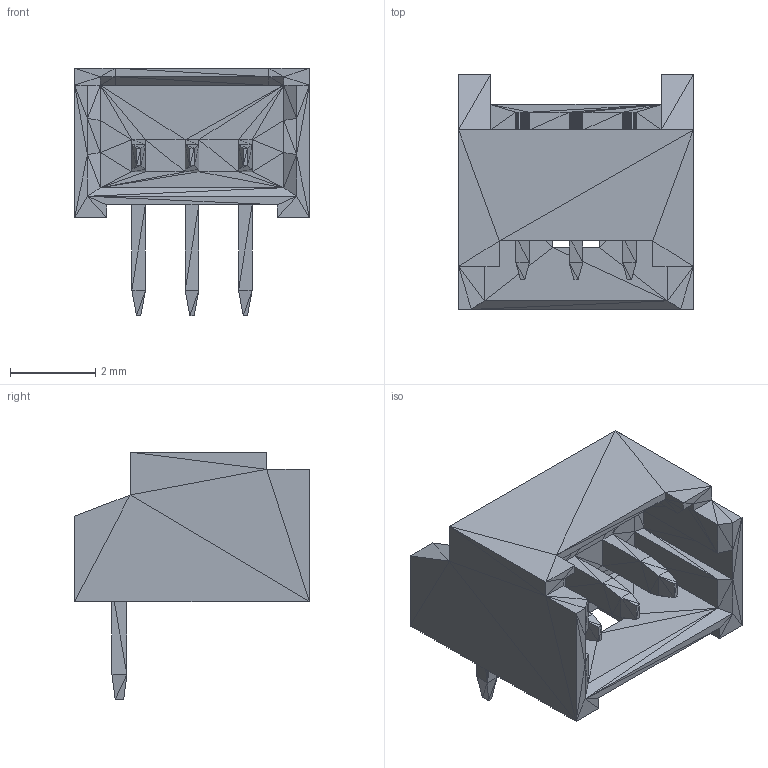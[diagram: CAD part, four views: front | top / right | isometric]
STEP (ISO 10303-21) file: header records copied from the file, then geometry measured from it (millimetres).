
FILE_DESCRIPTION((''),'2;1');
FILE_NAME('530480310', '2025-12-31T21:01:42', (''), (''), 'ImageToStl.com STEP Converter','', '');
FILE_SCHEMA(('AUTOMOTIVE_DESIGN_CC2'));
Length unit declared in the file: metre
Products named in the file (1): product0
Bounding box: 5.5 x 5.5 x 5.8 mm (x, y, z)
Surface area: 183.8 mm2 (no closed solid volume)
Topology: 0 solids, 700 shells, 700 faces, 2100 edges, 350 vertices
Faces by surface type: plane 700
Entity records: 16128 total; most frequent: DIRECTION 3502, ORIENTED_EDGE 2100, EDGE_CURVE 2100, LINE 2100, VECTOR 2100, AXIS2_PLACEMENT_3D 701, FACE_SURFACE 700, PLANE 700
